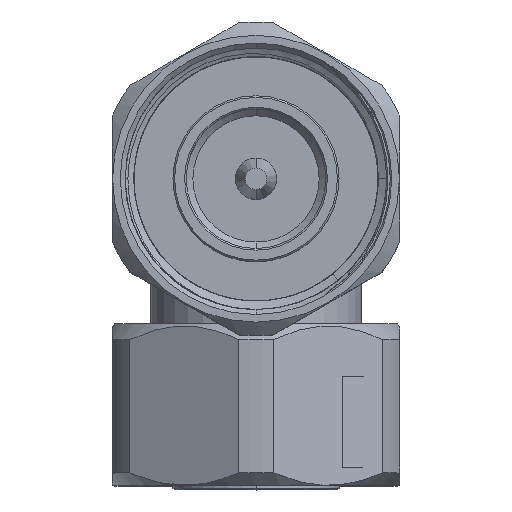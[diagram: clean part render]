
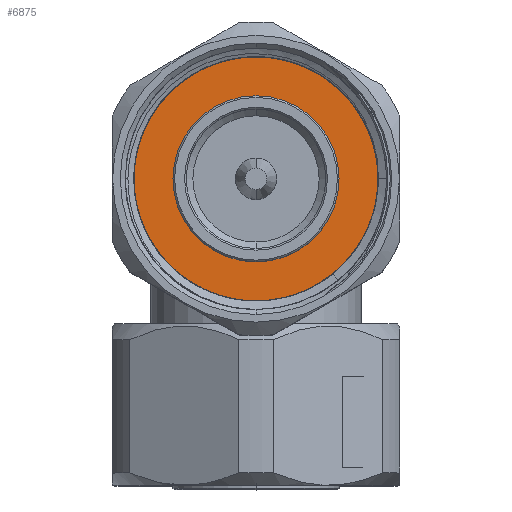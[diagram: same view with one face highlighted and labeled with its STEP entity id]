
A CAD part, top view. The second image highlights one B-rep face of the part: STEP entity #6875.
In plain terms, the highlighted face is planar.
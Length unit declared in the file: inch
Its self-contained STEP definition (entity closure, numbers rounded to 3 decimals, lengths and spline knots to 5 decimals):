
#35 = VERTEX_POINT ( 'NONE', #4970 ) ;
#330 = ORIENTED_EDGE ( 'NONE', *, *, #5550, .T. ) ;
#372 = CARTESIAN_POINT ( 'NONE',  ( 0.3317, -0.24435, -0.30799 ) ) ;
#467 = DIRECTION ( 'NONE',  ( 1., 0., 0. ) ) ;
#529 = ORIENTED_EDGE ( 'NONE', *, *, #5142, .T. ) ;
#706 = CIRCLE ( 'NONE', #2404, 0.24999 ) ;
#865 = VERTEX_POINT ( 'NONE', #4254 ) ;
#1177 = CARTESIAN_POINT ( 'NONE',  ( 0.3317, 0.32839, -0.17951 ) ) ;
#1213 = CARTESIAN_POINT ( 'NONE',  ( 0.3317, 0.07264, -0.37827 ) ) ;
#1217 = AXIS2_PLACEMENT_3D ( 'NONE', #5252, #5988, #1409 ) ;
#1285 = CARTESIAN_POINT ( 'NONE',  ( 0.3317, 0., 0. ) ) ;
#1409 = DIRECTION ( 'NONE',  ( 0., -1., 0. ) ) ;
#1790 = FACE_OUTER_BOUND ( 'NONE', #3385, .T. ) ;
#1882 = CARTESIAN_POINT ( 'NONE',  ( 0.3317, 0.36833, 0. ) ) ;
#1981 = CARTESIAN_POINT ( 'NONE',  ( 0.3317, -0.09337, -0.37703 ) ) ;
#2010 = CARTESIAN_POINT ( 'NONE',  ( 0.3317, 0.15955, -0.34614 ) ) ;
#2045 = CARTESIAN_POINT ( 'NONE',  ( 0.3317, 0.20734, -0.31787 ) ) ;
#2404 = AXIS2_PLACEMENT_3D ( 'NONE', #7974, #9458, #4921 ) ;
#2629 = CARTESIAN_POINT ( 'NONE',  ( 0.3317, 0.24999, 0. ) ) ;
#2667 = CARTESIAN_POINT ( 'NONE',  ( 0.3317, -0.3937, 0. ) ) ;
#2734 = DIRECTION ( 'NONE',  ( 0., -1., 0. ) ) ;
#2802 = CARTESIAN_POINT ( 'NONE',  ( 0.3317, 0.25057, -0.28294 ) ) ;
#2842 = CARTESIAN_POINT ( 'NONE',  ( 0.3317, -0.11165, -0.37259 ) ) ;
#3072 = VERTEX_POINT ( 'NONE', #8953 ) ;
#3385 = EDGE_LOOP ( 'NONE', ( #330, #529, #5443, #8710 ) ) ;
#3450 = CARTESIAN_POINT ( 'NONE',  ( 0.3317, -0.16408, -0.3544 ) ) ;
#3512 = CARTESIAN_POINT ( 'NONE',  ( 0.3317, -0.27282, -0.28385 ) ) ;
#3547 = CARTESIAN_POINT ( 'NONE',  ( 0.3317, 0.34982, -0.12826 ) ) ;
#3581 = CARTESIAN_POINT ( 'NONE',  ( 0.3317, 0.01709, -0.38465 ) ) ;
#3627 = CARTESIAN_POINT ( 'NONE',  ( 0.3317, 0., 0. ) ) ;
#4103 = LINE ( 'NONE', #6258, #7125 ) ;
#4154 = EDGE_CURVE ( 'NONE', #3072, #6568, #7593, .T. ) ;
#4207 = CARTESIAN_POINT ( 'NONE',  ( 0.3317, 0.28835, -0.24193 ) ) ;
#4224 = EDGE_CURVE ( 'NONE', #6568, #35, #7486, .T. ) ;
#4254 = CARTESIAN_POINT ( 'NONE',  ( 0.3317, -0.24999, 0. ) ) ;
#4301 = CARTESIAN_POINT ( 'NONE',  ( 0.3317, 0.26397, -0.26976 ) ) ;
#4340 = CARTESIAN_POINT ( 'NONE',  ( 0.3317, 0.22225, -0.30698 ) ) ;
#4456 = DIRECTION ( 'NONE',  ( -1., 0., 0. ) ) ;
#4536 = AXIS2_PLACEMENT_3D ( 'NONE', #3627, #4456, #5231 ) ;
#4677 = B_SPLINE_CURVE_WITH_KNOTS ( 'NONE', 3,
 ( #6673, #8102, #8134, #7435, #7406, #3547, #6539, #1177, #8913, #5825, #4207, #4301, #2802, #4340, #2045, #8946, #2010, #5886, #1213, #8174, #3581, #6570, #5087, #5050, #9713, #1981, #2842, #5125, #3450, #8817, #4987, #372, #5753, #3512 ),
 .UNSPECIFIED., .F., .F.,
 ( 4, 2, 2, 2, 2, 2, 2, 2, 2, 2, 2, 2, 2, 2, 2, 2, 4 ),
 ( 0., 0.00142, 0.00284, 0.00426, 0.00568, 0.0071, 0.00853, 0.00995, 0.01137, 0.01421, 0.01492, 0.01563, 0.01705, 0.01847, 0.01989, 0.02131, 0.02273 ),
 .UNSPECIFIED. ) ;
#4704 = ORIENTED_EDGE ( 'NONE', *, *, #5156, .T. ) ;
#4713 = DIRECTION ( 'NONE',  ( 0., -1., 0. ) ) ;
#4921 = DIRECTION ( 'NONE',  ( 0., -1., 0. ) ) ;
#4970 = CARTESIAN_POINT ( 'NONE',  ( 0.3317, 0.3937, 0. ) ) ;
#4987 = CARTESIAN_POINT ( 'NONE',  ( 0.3317, -0.21342, -0.32895 ) ) ;
#5050 = CARTESIAN_POINT ( 'NONE',  ( 0.3317, -0.03846, -0.38495 ) ) ;
#5087 = CARTESIAN_POINT ( 'NONE',  ( 0.3317, -0.01075, -0.38563 ) ) ;
#5125 = CARTESIAN_POINT ( 'NONE',  ( 0.3317, -0.14696, -0.36127 ) ) ;
#5142 = EDGE_CURVE ( 'NONE', #7326, #3072, #4677, .T. ) ;
#5156 = EDGE_CURVE ( 'NONE', #5709, #865, #6401, .T. ) ;
#5231 = DIRECTION ( 'NONE',  ( 0., -1., 0. ) ) ;
#5252 = CARTESIAN_POINT ( 'NONE',  ( 0.3317, 0., 0. ) ) ;
#5443 = ORIENTED_EDGE ( 'NONE', *, *, #4154, .T. ) ;
#5550 = EDGE_CURVE ( 'NONE', #35, #7326, #4103, .T. ) ;
#5709 = VERTEX_POINT ( 'NONE', #2629 ) ;
#5753 = CARTESIAN_POINT ( 'NONE',  ( 0.3317, -0.259, -0.29645 ) ) ;
#5825 = CARTESIAN_POINT ( 'NONE',  ( 0.3317, 0.29945, -0.22719 ) ) ;
#5886 = CARTESIAN_POINT ( 'NONE',  ( 0.3317, 0.10823, -0.36857 ) ) ;
#5988 = DIRECTION ( 'NONE',  ( -1., 0., 0. ) ) ;
#6258 = CARTESIAN_POINT ( 'NONE',  ( 0.3317, 0.3937, 0. ) ) ;
#6311 = EDGE_CURVE ( 'NONE', #865, #5709, #706, .T. ) ;
#6358 = EDGE_LOOP ( 'NONE', ( #7633, #4704 ) ) ;
#6401 = CIRCLE ( 'NONE', #9500, 0.24999 ) ;
#6539 = CARTESIAN_POINT ( 'NONE',  ( 0.3317, 0.34356, -0.14563 ) ) ;
#6568 = VERTEX_POINT ( 'NONE', #2667 ) ;
#6570 = CARTESIAN_POINT ( 'NONE',  ( 0.3317, -0.00149, -0.38553 ) ) ;
#6673 = CARTESIAN_POINT ( 'NONE',  ( 0.3317, 0.36833, 0. ) ) ;
#6875 = ADVANCED_FACE ( 'NONE', ( #1790, #9839 ), #9056, .T. ) ;
#7125 = VECTOR ( 'NONE', #4713, 39.37008 ) ;
#7306 = CARTESIAN_POINT ( 'NONE',  ( 0.3317, 0., 0. ) ) ;
#7326 = VERTEX_POINT ( 'NONE', #1882 ) ;
#7376 = DIRECTION ( 'NONE',  ( -1., 0., 0. ) ) ;
#7406 = CARTESIAN_POINT ( 'NONE',  ( 0.3317, 0.35974, -0.0927 ) ) ;
#7435 = CARTESIAN_POINT ( 'NONE',  ( 0.3317, 0.36341, -0.07443 ) ) ;
#7486 = CIRCLE ( 'NONE', #1217, 0.3937 ) ;
#7593 = CIRCLE ( 'NONE', #7980, 0.3937 ) ;
#7633 = ORIENTED_EDGE ( 'NONE', *, *, #6311, .T. ) ;
#7974 = CARTESIAN_POINT ( 'NONE',  ( 0.3317, 0., 0. ) ) ;
#7980 = AXIS2_PLACEMENT_3D ( 'NONE', #1285, #7376, #8142 ) ;
#8102 = CARTESIAN_POINT ( 'NONE',  ( 0.3317, 0.36886, -0.01871 ) ) ;
#8134 = CARTESIAN_POINT ( 'NONE',  ( 0.3317, 0.36797, -0.03733 ) ) ;
#8142 = DIRECTION ( 'NONE',  ( 0., -1., 0. ) ) ;
#8174 = CARTESIAN_POINT ( 'NONE',  ( 0.3317, 0.02643, -0.38387 ) ) ;
#8710 = ORIENTED_EDGE ( 'NONE', *, *, #4224, .T. ) ;
#8817 = CARTESIAN_POINT ( 'NONE',  ( 0.3317, -0.19728, -0.33825 ) ) ;
#8913 = CARTESIAN_POINT ( 'NONE',  ( 0.3317, 0.31944, -0.19606 ) ) ;
#8946 = CARTESIAN_POINT ( 'NONE',  ( 0.3317, 0.17602, -0.33744 ) ) ;
#8953 = CARTESIAN_POINT ( 'NONE',  ( 0.3317, -0.27282, -0.28385 ) ) ;
#9056 = PLANE ( 'NONE',  #4536 ) ;
#9458 = DIRECTION ( 'NONE',  ( 1., 0., 0. ) ) ;
#9500 = AXIS2_PLACEMENT_3D ( 'NONE', #7306, #467, #2734 ) ;
#9713 = CARTESIAN_POINT ( 'NONE',  ( 0.3317, -0.05683, -0.38319 ) ) ;
#9839 = FACE_BOUND ( 'NONE', #6358, .T. ) ;
